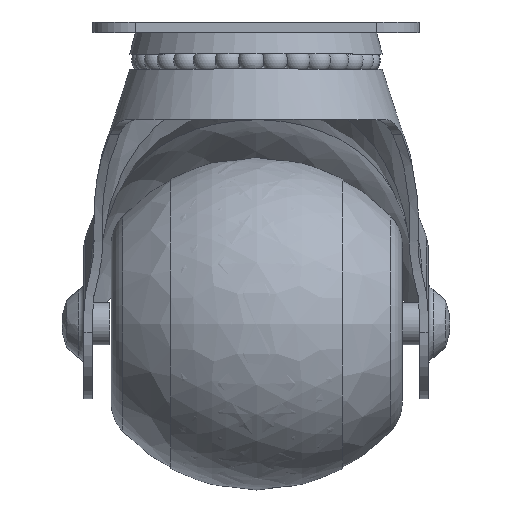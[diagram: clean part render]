
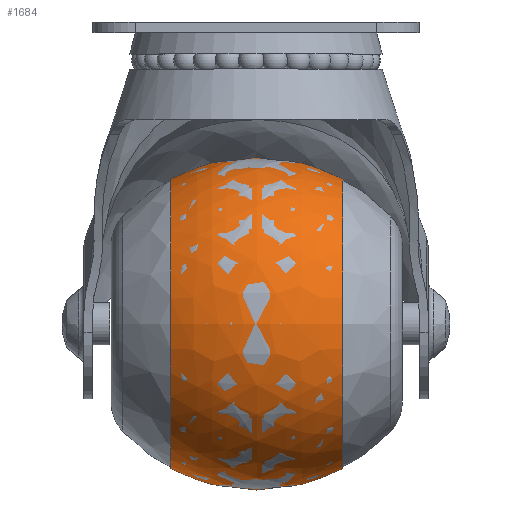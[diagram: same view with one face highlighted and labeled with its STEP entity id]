
A CAD part, top view. The second image highlights one B-rep face of the part: STEP entity #1684.
In plain terms, the highlighted free-form (B-spline) face has degree [2, 2] with [3, 9] control points.
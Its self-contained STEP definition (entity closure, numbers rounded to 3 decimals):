
#52=(
BOUNDED_CURVE()
B_SPLINE_CURVE(2,(#2810,#2811,#2812),.UNSPECIFIED.,.F.,.F.)
B_SPLINE_CURVE_WITH_KNOTS((3,3),(-0.487,0.488),
 .UNSPECIFIED.)
CURVE()
GEOMETRIC_REPRESENTATION_ITEM()
RATIONAL_B_SPLINE_CURVE((1.,0.884,1.))
REPRESENTATION_ITEM('')
);
#60=(
BOUNDED_SURFACE()
B_SPLINE_SURFACE(2,2,((#2781,#2782,#2783,#2784,#2785,#2786,#2787,#2788,
#2789),(#2790,#2791,#2792,#2793,#2794,#2795,#2796,#2797,#2798),(#2799,#2800,
#2801,#2802,#2803,#2804,#2805,#2806,#2807)),.UNSPECIFIED.,.F.,.T.,.F.)
B_SPLINE_SURFACE_WITH_KNOTS((3,3),(3,2,2,2,3),(-0.488,0.487),
(-3.142,-1.571,0.,1.571,3.142),
 .UNSPECIFIED.)
GEOMETRIC_REPRESENTATION_ITEM()
RATIONAL_B_SPLINE_SURFACE(((1.,0.707,1.,0.707,1.,
0.707,1.,0.707,1.),(0.884,0.625,
0.884,0.625,0.884,0.625,
0.884,0.625,0.884),(1.,0.707,
1.,0.707,1.,0.707,1.,0.707,1.)))
REPRESENTATION_ITEM('')
SURFACE()
);
#226=FACE_OUTER_BOUND('',#632,.T.);
#632=EDGE_LOOP('',(#1409,#1410,#1411,#1412));
#779=CIRCLE('',#1899,16.808);
#780=CIRCLE('',#1900,16.815);
#917=VERTEX_POINT('',#2779);
#918=VERTEX_POINT('',#2808);
#1090=EDGE_CURVE('',#917,#917,#779,.T.);
#1091=EDGE_CURVE('',#918,#918,#780,.T.);
#1092=EDGE_CURVE('',#918,#917,#52,.T.);
#1409=ORIENTED_EDGE('',*,*,#1091,.F.);
#1410=ORIENTED_EDGE('',*,*,#1092,.T.);
#1411=ORIENTED_EDGE('',*,*,#1090,.T.);
#1412=ORIENTED_EDGE('',*,*,#1092,.F.);
#1684=ADVANCED_FACE('',(#226),#60,.F.);
#1899=AXIS2_PLACEMENT_3D('',#2780,#2305,#2306);
#1900=AXIS2_PLACEMENT_3D('',#2809,#2307,#2308);
#2305=DIRECTION('center_axis',(1.,0.,0.));
#2306=DIRECTION('ref_axis',(0.,0.,-1.));
#2307=DIRECTION('center_axis',(1.,0.,0.));
#2308=DIRECTION('ref_axis',(0.,0.,-1.));
#2779=CARTESIAN_POINT('',(-9.928,-33.8,1.808));
#2780=CARTESIAN_POINT('Origin',(-9.928,-33.8,-15.));
#2781=CARTESIAN_POINT('Ctrl Pts',(-9.928,-33.8,1.808));
#2782=CARTESIAN_POINT('Ctrl Pts',(-9.928,-50.608,1.808));
#2783=CARTESIAN_POINT('Ctrl Pts',(-9.928,-50.608,-15.));
#2784=CARTESIAN_POINT('Ctrl Pts',(-9.928,-50.608,-31.808));
#2785=CARTESIAN_POINT('Ctrl Pts',(-9.928,-33.8,-31.808));
#2786=CARTESIAN_POINT('Ctrl Pts',(-9.928,-16.992,-31.808));
#2787=CARTESIAN_POINT('Ctrl Pts',(-9.928,-16.992,-15.));
#2788=CARTESIAN_POINT('Ctrl Pts',(-9.928,-16.992,1.808));
#2789=CARTESIAN_POINT('Ctrl Pts',(-9.928,-33.8,1.808));
#2790=CARTESIAN_POINT('Ctrl Pts',(0.07,-33.8,7.112));
#2791=CARTESIAN_POINT('Ctrl Pts',(0.07,-55.912,
7.112));
#2792=CARTESIAN_POINT('Ctrl Pts',(0.07,-55.912,
-15.));
#2793=CARTESIAN_POINT('Ctrl Pts',(0.07,-55.912,
-37.112));
#2794=CARTESIAN_POINT('Ctrl Pts',(0.07,-33.8,-37.112));
#2795=CARTESIAN_POINT('Ctrl Pts',(0.07,-11.688,
-37.112));
#2796=CARTESIAN_POINT('Ctrl Pts',(0.07,-11.688,
-15.));
#2797=CARTESIAN_POINT('Ctrl Pts',(0.07,-11.688,
7.112));
#2798=CARTESIAN_POINT('Ctrl Pts',(0.07,-33.8,7.112));
#2799=CARTESIAN_POINT('Ctrl Pts',(10.071,-33.8,1.815));
#2800=CARTESIAN_POINT('Ctrl Pts',(10.071,-50.615,1.815));
#2801=CARTESIAN_POINT('Ctrl Pts',(10.071,-50.615,-15.));
#2802=CARTESIAN_POINT('Ctrl Pts',(10.071,-50.615,-31.815));
#2803=CARTESIAN_POINT('Ctrl Pts',(10.071,-33.8,-31.815));
#2804=CARTESIAN_POINT('Ctrl Pts',(10.071,-16.985,-31.815));
#2805=CARTESIAN_POINT('Ctrl Pts',(10.071,-16.985,-15.));
#2806=CARTESIAN_POINT('Ctrl Pts',(10.071,-16.985,1.815));
#2807=CARTESIAN_POINT('Ctrl Pts',(10.071,-33.8,1.815));
#2808=CARTESIAN_POINT('',(10.071,-33.8,1.815));
#2809=CARTESIAN_POINT('Origin',(10.071,-33.8,-15.));
#2810=CARTESIAN_POINT('Ctrl Pts',(10.071,-33.8,1.815));
#2811=CARTESIAN_POINT('Ctrl Pts',(0.07,-33.8,7.112));
#2812=CARTESIAN_POINT('Ctrl Pts',(-9.928,-33.8,1.808));
